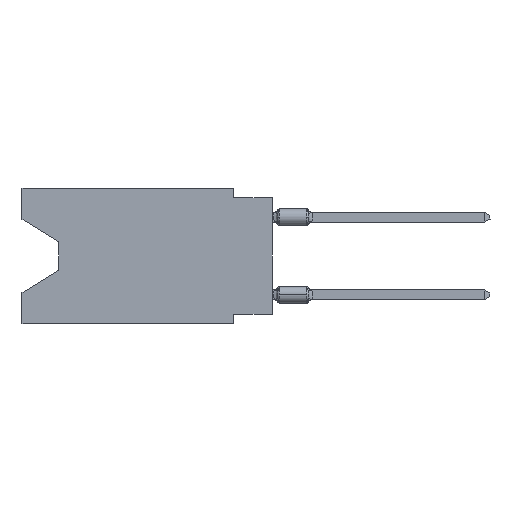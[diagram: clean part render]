
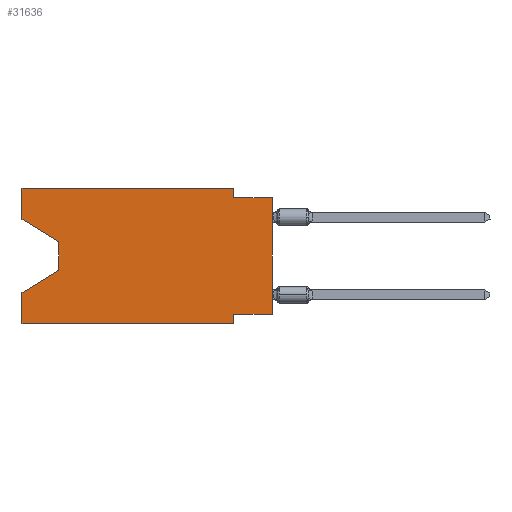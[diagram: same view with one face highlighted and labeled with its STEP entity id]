
A CAD part, left-side view. The second image highlights one B-rep face of the part: STEP entity #31636.
In plain terms, the highlighted planar face has unit normal (-1, 0, 0).
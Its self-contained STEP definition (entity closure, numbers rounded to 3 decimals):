
#51 = VECTOR ( 'NONE', #17741, 1000. ) ;
#804 = EDGE_CURVE ( 'NONE', #39280, #37803, #8449, .T. ) ;
#1336 = EDGE_CURVE ( 'NONE', #39280, #24047, #30500, .T. ) ;
#1631 = CARTESIAN_POINT ( 'NONE',  ( 0., 13.97, -5.385 ) ) ;
#1751 = CARTESIAN_POINT ( 'NONE',  ( 0., 0., 0. ) ) ;
#2108 = CARTESIAN_POINT ( 'NONE',  ( 0., 16.383, -2.038 ) ) ;
#2173 = LINE ( 'NONE', #9376, #38316 ) ;
#2744 = VECTOR ( 'NONE', #31673, 1000. ) ;
#2797 = EDGE_CURVE ( 'NONE', #11047, #42982, #43483, .T. ) ;
#2851 = CARTESIAN_POINT ( 'NONE',  ( 0., 0., -8.255 ) ) ;
#3026 = ORIENTED_EDGE ( 'NONE', *, *, #42962, .F. ) ;
#3140 = CARTESIAN_POINT ( 'NONE',  ( 0., 16.383, 0. ) ) ;
#3300 = LINE ( 'NONE', #17486, #2744 ) ;
#4339 = CARTESIAN_POINT ( 'NONE',  ( 0., 13.97, -5.385 ) ) ;
#5414 = DIRECTION ( 'NONE',  ( 0., 0., 1. ) ) ;
#6905 = EDGE_CURVE ( 'NONE', #29536, #12722, #28766, .T. ) ;
#8242 = VERTEX_POINT ( 'NONE', #32967 ) ;
#8252 = ORIENTED_EDGE ( 'NONE', *, *, #17945, .F. ) ;
#8449 = LINE ( 'NONE', #15209, #24543 ) ;
#9147 = EDGE_CURVE ( 'NONE', #24047, #29536, #16738, .T. ) ;
#9376 = CARTESIAN_POINT ( 'NONE',  ( 0., 16.383, 0. ) ) ;
#10294 = VERTEX_POINT ( 'NONE', #11425 ) ;
#10571 = CARTESIAN_POINT ( 'NONE',  ( 0., 16.383, -6.852 ) ) ;
#11047 = VERTEX_POINT ( 'NONE', #42034 ) ;
#11378 = VERTEX_POINT ( 'NONE', #43878 ) ;
#11425 = CARTESIAN_POINT ( 'NONE',  ( 0., 0., -8.255 ) ) ;
#11685 = VECTOR ( 'NONE', #23415, 1000. ) ;
#12461 = PLANE ( 'NONE',  #30124 ) ;
#12561 = DIRECTION ( 'NONE',  ( 0., 0., -1. ) ) ;
#12722 = VERTEX_POINT ( 'NONE', #10571 ) ;
#13033 = EDGE_CURVE ( 'NONE', #8242, #20778, #24957, .T. ) ;
#13795 = ORIENTED_EDGE ( 'NONE', *, *, #804, .F. ) ;
#15209 = CARTESIAN_POINT ( 'NONE',  ( 0., 16.383, 0. ) ) ;
#15273 = DIRECTION ( 'NONE',  ( 0., 0., -1. ) ) ;
#15334 = ORIENTED_EDGE ( 'NONE', *, *, #35709, .F. ) ;
#15643 = ORIENTED_EDGE ( 'NONE', *, *, #6905, .T. ) ;
#15730 = CARTESIAN_POINT ( 'NONE',  ( 0., 16.383, 0. ) ) ;
#16738 = LINE ( 'NONE', #44426, #28028 ) ;
#17486 = CARTESIAN_POINT ( 'NONE',  ( 0., 2.54, -8.89 ) ) ;
#17593 = VECTOR ( 'NONE', #5414, 1000. ) ;
#17741 = DIRECTION ( 'NONE',  ( 0., -1., 0. ) ) ;
#17945 = EDGE_CURVE ( 'NONE', #42982, #39003, #26905, .T. ) ;
#17965 = DIRECTION ( 'NONE',  ( 0., 1., 0. ) ) ;
#18170 = VECTOR ( 'NONE', #19206, 1000. ) ;
#18763 = FACE_OUTER_BOUND ( 'NONE', #29608, .T. ) ;
#18812 = ORIENTED_EDGE ( 'NONE', *, *, #30432, .T. ) ;
#18828 = VECTOR ( 'NONE', #36503, 1000. ) ;
#18920 = LINE ( 'NONE', #29855, #17593 ) ;
#19206 = DIRECTION ( 'NONE',  ( 0., 0., 1. ) ) ;
#19217 = DIRECTION ( 'NONE',  ( 1., 0., 0. ) ) ;
#19692 = CARTESIAN_POINT ( 'NONE',  ( 0., 0., -0.635 ) ) ;
#20778 = VERTEX_POINT ( 'NONE', #33886 ) ;
#21325 = DIRECTION ( 'NONE',  ( 0., 0.855, -0.519 ) ) ;
#22633 = VECTOR ( 'NONE', #17965, 1000. ) ;
#23101 = CARTESIAN_POINT ( 'NONE',  ( 0., 2.54, -0.635 ) ) ;
#23415 = DIRECTION ( 'NONE',  ( 0., -1., 0. ) ) ;
#23554 = ORIENTED_EDGE ( 'NONE', *, *, #2797, .F. ) ;
#23577 = DIRECTION ( 'NONE',  ( 0., -1., 0. ) ) ;
#24047 = VERTEX_POINT ( 'NONE', #27247 ) ;
#24543 = VECTOR ( 'NONE', #37291, 1000. ) ;
#24957 = LINE ( 'NONE', #28441, #51 ) ;
#25308 = ORIENTED_EDGE ( 'NONE', *, *, #44909, .F. ) ;
#25483 = CARTESIAN_POINT ( 'NONE',  ( 0., 0., -0.635 ) ) ;
#26905 = LINE ( 'NONE', #19692, #11685 ) ;
#27247 = CARTESIAN_POINT ( 'NONE',  ( 0., 13.97, -3.505 ) ) ;
#28028 = VECTOR ( 'NONE', #12561, 1000. ) ;
#28441 = CARTESIAN_POINT ( 'NONE',  ( 0., 16.383, -8.89 ) ) ;
#28766 = LINE ( 'NONE', #4339, #31706 ) ;
#29536 = VERTEX_POINT ( 'NONE', #1631 ) ;
#29608 = EDGE_LOOP ( 'NONE', ( #38694, #42361, #15643, #3026, #35119, #25308, #15334, #18812, #8252, #23554, #29899, #13795 ) ) ;
#29855 = CARTESIAN_POINT ( 'NONE',  ( 0., 16.383, 0. ) ) ;
#29899 = ORIENTED_EDGE ( 'NONE', *, *, #32281, .F. ) ;
#30124 = AXIS2_PLACEMENT_3D ( 'NONE', #15730, #19217, #15273 ) ;
#30432 = EDGE_CURVE ( 'NONE', #10294, #39003, #39925, .T. ) ;
#30500 = LINE ( 'NONE', #2108, #31253 ) ;
#31253 = VECTOR ( 'NONE', #41417, 1000. ) ;
#31636 = ADVANCED_FACE ( 'NONE', ( #18763 ), #12461, .F. ) ;
#31673 = DIRECTION ( 'NONE',  ( 0., 0., -1. ) ) ;
#31706 = VECTOR ( 'NONE', #21325, 1000. ) ;
#32281 = EDGE_CURVE ( 'NONE', #37803, #11047, #2173, .T. ) ;
#32967 = CARTESIAN_POINT ( 'NONE',  ( 0., 16.383, -8.89 ) ) ;
#33886 = CARTESIAN_POINT ( 'NONE',  ( 0., 2.54, -8.89 ) ) ;
#35119 = ORIENTED_EDGE ( 'NONE', *, *, #13033, .T. ) ;
#35709 = EDGE_CURVE ( 'NONE', #10294, #11378, #42619, .T. ) ;
#36503 = DIRECTION ( 'NONE',  ( 0., 0., -1. ) ) ;
#37291 = DIRECTION ( 'NONE',  ( 0., 0., 1. ) ) ;
#37803 = VERTEX_POINT ( 'NONE', #3140 ) ;
#38316 = VECTOR ( 'NONE', #23577, 1000. ) ;
#38694 = ORIENTED_EDGE ( 'NONE', *, *, #1336, .T. ) ;
#39003 = VERTEX_POINT ( 'NONE', #25483 ) ;
#39280 = VERTEX_POINT ( 'NONE', #44983 ) ;
#39925 = LINE ( 'NONE', #1751, #18170 ) ;
#41417 = DIRECTION ( 'NONE',  ( 0., -0.855, -0.519 ) ) ;
#42034 = CARTESIAN_POINT ( 'NONE',  ( 0., 2.54, 0. ) ) ;
#42361 = ORIENTED_EDGE ( 'NONE', *, *, #9147, .T. ) ;
#42619 = LINE ( 'NONE', #2851, #22633 ) ;
#42962 = EDGE_CURVE ( 'NONE', #8242, #12722, #18920, .T. ) ;
#42982 = VERTEX_POINT ( 'NONE', #23101 ) ;
#43483 = LINE ( 'NONE', #43717, #18828 ) ;
#43717 = CARTESIAN_POINT ( 'NONE',  ( 0., 2.54, 0. ) ) ;
#43878 = CARTESIAN_POINT ( 'NONE',  ( 0., 2.54, -8.255 ) ) ;
#44426 = CARTESIAN_POINT ( 'NONE',  ( 0., 13.97, -3.505 ) ) ;
#44909 = EDGE_CURVE ( 'NONE', #11378, #20778, #3300, .T. ) ;
#44983 = CARTESIAN_POINT ( 'NONE',  ( 0., 16.383, -2.038 ) ) ;
